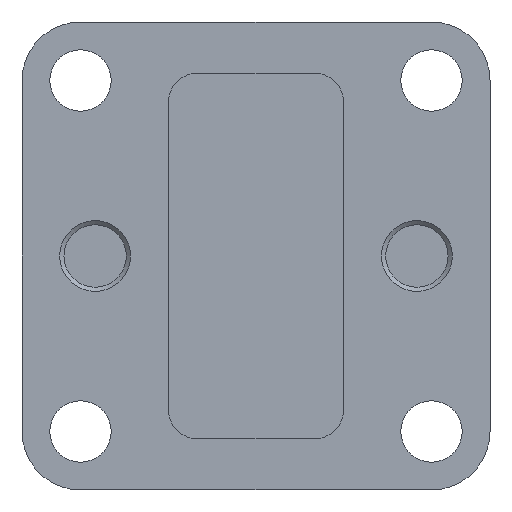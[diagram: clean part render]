
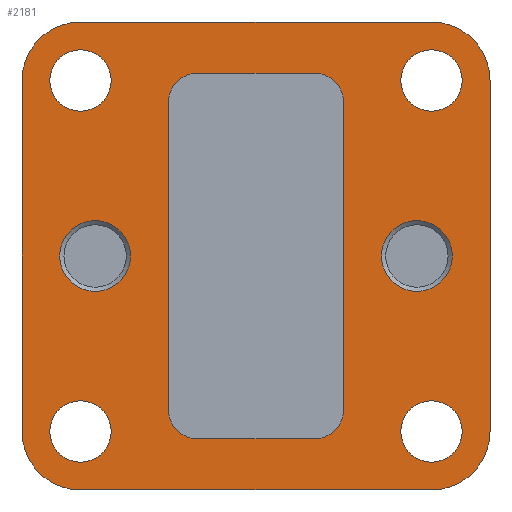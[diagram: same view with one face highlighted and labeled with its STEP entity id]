
A CAD part, front view. The second image highlights one B-rep face of the part: STEP entity #2181.
In plain terms, the highlighted planar face has unit normal (0, -1, 0).
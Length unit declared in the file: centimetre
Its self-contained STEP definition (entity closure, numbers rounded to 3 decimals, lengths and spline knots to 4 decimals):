
#173=LINE('',#3494,#349);
#174=LINE('',#3498,#350);
#175=LINE('',#3502,#351);
#176=LINE('',#3505,#352);
#177=LINE('',#3507,#353);
#178=LINE('',#3511,#354);
#179=LINE('',#3515,#355);
#180=LINE('',#3518,#356);
#349=VECTOR('',#2875,2.4);
#350=VECTOR('',#2878,2.4);
#351=VECTOR('',#2881,2.4);
#352=VECTOR('',#2884,2.4);
#353=VECTOR('',#2885,0.8);
#354=VECTOR('',#2888,2.1);
#355=VECTOR('',#2891,0.8);
#356=VECTOR('',#2894,2.1);
#453=PLANE('',#2379);
#481=FACE_BOUND('',#707,.T.);
#482=FACE_BOUND('',#708,.T.);
#483=FACE_BOUND('',#709,.T.);
#484=FACE_BOUND('',#710,.T.);
#485=FACE_BOUND('',#711,.T.);
#486=FACE_BOUND('',#712,.T.);
#487=FACE_BOUND('',#713,.T.);
#576=FACE_OUTER_BOUND('',#706,.T.);
#706=EDGE_LOOP('',(#1677,#1678,#1679,#1680,#1681,#1682,#1683,#1684));
#707=EDGE_LOOP('',(#1685,#1686,#1687,#1688,#1689,#1690,#1691,#1692));
#708=EDGE_LOOP('',(#1693));
#709=EDGE_LOOP('',(#1694));
#710=EDGE_LOOP('',(#1695));
#711=EDGE_LOOP('',(#1696));
#712=EDGE_LOOP('',(#1697));
#713=EDGE_LOOP('',(#1698));
#841=CIRCLE('',#2377,0.2);
#843=CIRCLE('',#2380,0.4);
#844=CIRCLE('',#2381,0.4);
#845=CIRCLE('',#2382,0.4);
#846=CIRCLE('',#2383,0.4);
#847=CIRCLE('',#2384,0.2);
#848=CIRCLE('',#2385,0.2);
#849=CIRCLE('',#2386,0.2);
#850=CIRCLE('',#2387,0.242);
#851=CIRCLE('',#2388,0.21);
#852=CIRCLE('',#2389,0.21);
#853=CIRCLE('',#2390,0.21);
#854=CIRCLE('',#2391,0.21);
#855=CIRCLE('',#2392,0.242);
#984=VERTEX_POINT('',#3481);
#985=VERTEX_POINT('',#3482);
#988=VERTEX_POINT('',#3490);
#989=VERTEX_POINT('',#3491);
#990=VERTEX_POINT('',#3493);
#991=VERTEX_POINT('',#3495);
#992=VERTEX_POINT('',#3497);
#993=VERTEX_POINT('',#3499);
#994=VERTEX_POINT('',#3501);
#995=VERTEX_POINT('',#3503);
#996=VERTEX_POINT('',#3506);
#997=VERTEX_POINT('',#3508);
#998=VERTEX_POINT('',#3510);
#999=VERTEX_POINT('',#3512);
#1000=VERTEX_POINT('',#3514);
#1001=VERTEX_POINT('',#3516);
#1002=VERTEX_POINT('',#3519);
#1003=VERTEX_POINT('',#3521);
#1004=VERTEX_POINT('',#3523);
#1005=VERTEX_POINT('',#3525);
#1006=VERTEX_POINT('',#3527);
#1007=VERTEX_POINT('',#3529);
#1239=EDGE_CURVE('',#984,#985,#841,.T.);
#1243=EDGE_CURVE('',#988,#989,#843,.T.);
#1244=EDGE_CURVE('',#989,#990,#173,.T.);
#1245=EDGE_CURVE('',#990,#991,#844,.T.);
#1246=EDGE_CURVE('',#991,#992,#174,.T.);
#1247=EDGE_CURVE('',#992,#993,#845,.T.);
#1248=EDGE_CURVE('',#993,#994,#175,.T.);
#1249=EDGE_CURVE('',#994,#995,#846,.T.);
#1250=EDGE_CURVE('',#995,#988,#176,.T.);
#1251=EDGE_CURVE('',#996,#985,#177,.T.);
#1252=EDGE_CURVE('',#996,#997,#847,.T.);
#1253=EDGE_CURVE('',#998,#997,#178,.T.);
#1254=EDGE_CURVE('',#998,#999,#848,.T.);
#1255=EDGE_CURVE('',#1000,#999,#179,.T.);
#1256=EDGE_CURVE('',#1000,#1001,#849,.T.);
#1257=EDGE_CURVE('',#984,#1001,#180,.T.);
#1258=EDGE_CURVE('',#1002,#1002,#850,.T.);
#1259=EDGE_CURVE('',#1003,#1003,#851,.T.);
#1260=EDGE_CURVE('',#1004,#1004,#852,.T.);
#1261=EDGE_CURVE('',#1005,#1005,#853,.T.);
#1262=EDGE_CURVE('',#1006,#1006,#854,.T.);
#1263=EDGE_CURVE('',#1007,#1007,#855,.T.);
#1677=ORIENTED_EDGE('',*,*,#1243,.T.);
#1678=ORIENTED_EDGE('',*,*,#1244,.T.);
#1679=ORIENTED_EDGE('',*,*,#1245,.T.);
#1680=ORIENTED_EDGE('',*,*,#1246,.T.);
#1681=ORIENTED_EDGE('',*,*,#1247,.T.);
#1682=ORIENTED_EDGE('',*,*,#1248,.T.);
#1683=ORIENTED_EDGE('',*,*,#1249,.T.);
#1684=ORIENTED_EDGE('',*,*,#1250,.T.);
#1685=ORIENTED_EDGE('',*,*,#1239,.T.);
#1686=ORIENTED_EDGE('',*,*,#1251,.F.);
#1687=ORIENTED_EDGE('',*,*,#1252,.T.);
#1688=ORIENTED_EDGE('',*,*,#1253,.F.);
#1689=ORIENTED_EDGE('',*,*,#1254,.T.);
#1690=ORIENTED_EDGE('',*,*,#1255,.F.);
#1691=ORIENTED_EDGE('',*,*,#1256,.T.);
#1692=ORIENTED_EDGE('',*,*,#1257,.F.);
#1693=ORIENTED_EDGE('',*,*,#1258,.T.);
#1694=ORIENTED_EDGE('',*,*,#1259,.T.);
#1695=ORIENTED_EDGE('',*,*,#1260,.T.);
#1696=ORIENTED_EDGE('',*,*,#1261,.T.);
#1697=ORIENTED_EDGE('',*,*,#1262,.T.);
#1698=ORIENTED_EDGE('',*,*,#1263,.T.);
#2181=ADVANCED_FACE('',(#576,#481,#482,#483,#484,#485,#486,#487),#453,.F.);
#2377=AXIS2_PLACEMENT_3D('',#3483,#2865,#2866);
#2379=AXIS2_PLACEMENT_3D('',#3489,#2871,#2872);
#2380=AXIS2_PLACEMENT_3D('',#3492,#2873,#2874);
#2381=AXIS2_PLACEMENT_3D('',#3496,#2876,#2877);
#2382=AXIS2_PLACEMENT_3D('',#3500,#2879,#2880);
#2383=AXIS2_PLACEMENT_3D('',#3504,#2882,#2883);
#2384=AXIS2_PLACEMENT_3D('',#3509,#2886,#2887);
#2385=AXIS2_PLACEMENT_3D('',#3513,#2889,#2890);
#2386=AXIS2_PLACEMENT_3D('',#3517,#2892,#2893);
#2387=AXIS2_PLACEMENT_3D('',#3520,#2895,#2896);
#2388=AXIS2_PLACEMENT_3D('',#3522,#2897,#2898);
#2389=AXIS2_PLACEMENT_3D('',#3524,#2899,#2900);
#2390=AXIS2_PLACEMENT_3D('',#3526,#2901,#2902);
#2391=AXIS2_PLACEMENT_3D('',#3528,#2903,#2904);
#2392=AXIS2_PLACEMENT_3D('',#3530,#2905,#2906);
#2865=DIRECTION('center_axis',(0.,1.,0.));
#2866=DIRECTION('ref_axis',(1.,0.,0.));
#2871=DIRECTION('center_axis',(0.,1.,0.));
#2872=DIRECTION('ref_axis',(1.,0.,0.));
#2873=DIRECTION('center_axis',(0.,-1.,0.));
#2874=DIRECTION('ref_axis',(0.,0.,1.));
#2875=DIRECTION('',(0.,0.,-1.));
#2876=DIRECTION('center_axis',(0.,-1.,0.));
#2877=DIRECTION('ref_axis',(-1.,0.,0.));
#2878=DIRECTION('',(1.,0.,0.));
#2879=DIRECTION('center_axis',(0.,-1.,0.));
#2880=DIRECTION('ref_axis',(0.,0.,-1.));
#2881=DIRECTION('',(0.,0.,1.));
#2882=DIRECTION('center_axis',(0.,-1.,0.));
#2883=DIRECTION('ref_axis',(1.,0.,0.));
#2884=DIRECTION('',(-1.,0.,0.));
#2885=DIRECTION('',(1.,0.,0.));
#2886=DIRECTION('center_axis',(0.,1.,0.));
#2887=DIRECTION('ref_axis',(0.,0.,-1.));
#2888=DIRECTION('',(0.,0.,-1.));
#2889=DIRECTION('center_axis',(0.,1.,0.));
#2890=DIRECTION('ref_axis',(-1.,0.,0.));
#2891=DIRECTION('',(-1.,0.,0.));
#2892=DIRECTION('center_axis',(0.,1.,0.));
#2893=DIRECTION('ref_axis',(0.,0.,1.));
#2894=DIRECTION('',(0.,0.,1.));
#2895=DIRECTION('center_axis',(0.,1.,0.));
#2896=DIRECTION('ref_axis',(-1.,0.,0.));
#2897=DIRECTION('center_axis',(0.,1.,0.));
#2898=DIRECTION('ref_axis',(1.,0.,0.));
#2899=DIRECTION('center_axis',(0.,1.,0.));
#2900=DIRECTION('ref_axis',(1.,0.,0.));
#2901=DIRECTION('center_axis',(0.,1.,0.));
#2902=DIRECTION('ref_axis',(1.,0.,0.));
#2903=DIRECTION('center_axis',(0.,1.,0.));
#2904=DIRECTION('ref_axis',(1.,0.,0.));
#2905=DIRECTION('center_axis',(0.,1.,0.));
#2906=DIRECTION('ref_axis',(-1.,0.,0.));
#3481=CARTESIAN_POINT('',(2.2,0.,-2.65));
#3482=CARTESIAN_POINT('',(2.,0.,-2.85));
#3483=CARTESIAN_POINT('Origin',(2.,0.,-2.65));
#3489=CARTESIAN_POINT('Origin',(1.6,0.,-1.6));
#3490=CARTESIAN_POINT('',(0.4,0.,0.));
#3491=CARTESIAN_POINT('',(0.,0.,-0.4));
#3492=CARTESIAN_POINT('Origin',(0.4,0.,-0.4));
#3493=CARTESIAN_POINT('',(0.,0.,-2.8));
#3494=CARTESIAN_POINT('',(0.,0.,-0.4));
#3495=CARTESIAN_POINT('',(0.4,0.,-3.2));
#3496=CARTESIAN_POINT('Origin',(0.4,0.,-2.8));
#3497=CARTESIAN_POINT('',(2.8,0.,-3.2));
#3498=CARTESIAN_POINT('',(0.4,0.,-3.2));
#3499=CARTESIAN_POINT('',(3.2,0.,-2.8));
#3500=CARTESIAN_POINT('Origin',(2.8,0.,-2.8));
#3501=CARTESIAN_POINT('',(3.2,0.,-0.4));
#3502=CARTESIAN_POINT('',(3.2,0.,-2.8));
#3503=CARTESIAN_POINT('',(2.8,0.,0.));
#3504=CARTESIAN_POINT('Origin',(2.8,0.,-0.4));
#3505=CARTESIAN_POINT('',(2.8,0.,0.));
#3506=CARTESIAN_POINT('',(1.2,0.,-2.85));
#3507=CARTESIAN_POINT('',(1.2,0.,-2.85));
#3508=CARTESIAN_POINT('',(1.,0.,-2.65));
#3509=CARTESIAN_POINT('Origin',(1.2,0.,-2.65));
#3510=CARTESIAN_POINT('',(1.,0.,-0.55));
#3511=CARTESIAN_POINT('',(1.,0.,-0.55));
#3512=CARTESIAN_POINT('',(1.2,0.,-0.35));
#3513=CARTESIAN_POINT('Origin',(1.2,0.,-0.55));
#3514=CARTESIAN_POINT('',(2.,0.,-0.35));
#3515=CARTESIAN_POINT('',(2.,0.,-0.35));
#3516=CARTESIAN_POINT('',(2.2,0.,-0.55));
#3517=CARTESIAN_POINT('Origin',(2.,0.,-0.55));
#3518=CARTESIAN_POINT('',(2.2,0.,-2.65));
#3519=CARTESIAN_POINT('',(2.458,0.,-1.6));
#3520=CARTESIAN_POINT('Origin',(2.7,0.,-1.6));
#3521=CARTESIAN_POINT('',(0.61,0.,-0.4));
#3522=CARTESIAN_POINT('Origin',(0.4,0.,-0.4));
#3523=CARTESIAN_POINT('',(0.61,0.,-2.8));
#3524=CARTESIAN_POINT('Origin',(0.4,0.,-2.8));
#3525=CARTESIAN_POINT('',(3.01,0.,-2.8));
#3526=CARTESIAN_POINT('Origin',(2.8,0.,-2.8));
#3527=CARTESIAN_POINT('',(3.01,0.,-0.4));
#3528=CARTESIAN_POINT('Origin',(2.8,0.,-0.4));
#3529=CARTESIAN_POINT('',(0.258,0.,-1.6));
#3530=CARTESIAN_POINT('Origin',(0.5,0.,-1.6));
